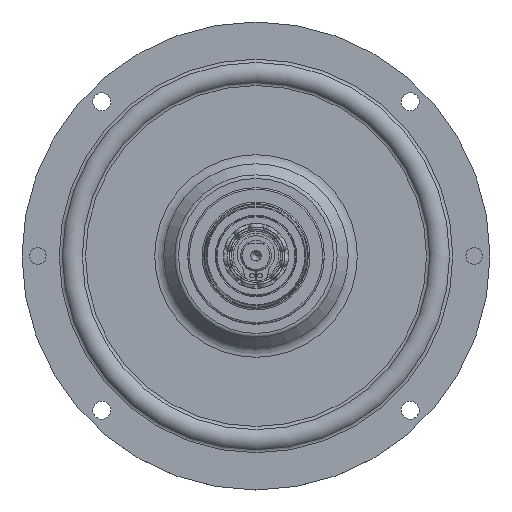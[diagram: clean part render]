
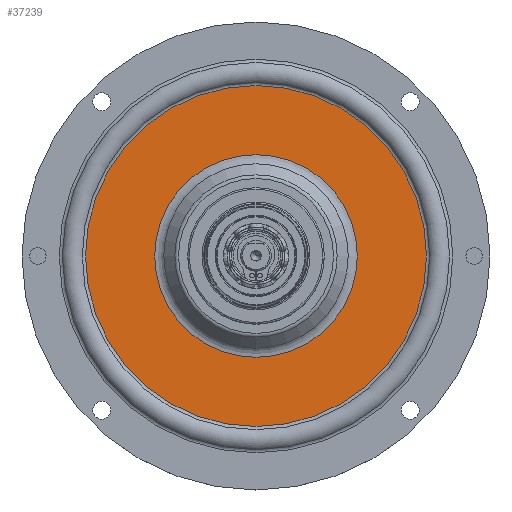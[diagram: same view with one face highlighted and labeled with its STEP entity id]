
A CAD part, top view. The second image highlights one B-rep face of the part: STEP entity #37239.
In plain terms, the highlighted planar face has unit normal (0, 0, 1).
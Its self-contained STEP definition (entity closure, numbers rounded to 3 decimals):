
#2003 = FACE_BOUND ( 'NONE', #24039, .T. ) ;
#3035 = ORIENTED_EDGE ( 'NONE', *, *, #19326, .F. ) ;
#3470 = EDGE_CURVE ( 'NONE', #15850, #15850, #14843, .T. ) ;
#7677 = AXIS2_PLACEMENT_3D ( 'NONE', #42001, #11860, #25197 ) ;
#9246 = PLANE ( 'NONE',  #7677 ) ;
#11048 = CARTESIAN_POINT ( 'NONE',  ( 0., 0., -5.88 ) ) ;
#11365 = AXIS2_PLACEMENT_3D ( 'NONE', #15252, #21818, #25777 ) ;
#11860 = DIRECTION ( 'NONE',  ( 0., 0., -1. ) ) ;
#14843 = CIRCLE ( 'NONE', #11365, 55.516 ) ;
#15252 = CARTESIAN_POINT ( 'NONE',  ( 0., 0., -5.88 ) ) ;
#15850 = VERTEX_POINT ( 'NONE', #19336 ) ;
#16000 = ORIENTED_EDGE ( 'NONE', *, *, #3470, .T. ) ;
#19241 = FACE_OUTER_BOUND ( 'NONE', #22007, .T. ) ;
#19326 = EDGE_CURVE ( 'NONE', #38264, #38264, #39648, .T. ) ;
#19336 = CARTESIAN_POINT ( 'NONE',  ( 55.516, 0., -5.88 ) ) ;
#20635 = DIRECTION ( 'NONE',  ( 0., 0., 1. ) ) ;
#21469 = AXIS2_PLACEMENT_3D ( 'NONE', #11048, #20635, #23721 ) ;
#21818 = DIRECTION ( 'NONE',  ( 0., 0., 1. ) ) ;
#22007 = EDGE_LOOP ( 'NONE', ( #16000 ) ) ;
#23721 = DIRECTION ( 'NONE',  ( 1., 0., 0. ) ) ;
#24039 = EDGE_LOOP ( 'NONE', ( #3035 ) ) ;
#25197 = DIRECTION ( 'NONE',  ( -1., 0., 0. ) ) ;
#25777 = DIRECTION ( 'NONE',  ( 1., 0., 0. ) ) ;
#27603 = CARTESIAN_POINT ( 'NONE',  ( 33., 0., -5.88 ) ) ;
#37239 = ADVANCED_FACE ( 'NONE', ( #2003, #19241 ), #9246, .F. ) ;
#38264 = VERTEX_POINT ( 'NONE', #27603 ) ;
#39648 = CIRCLE ( 'NONE', #21469, 33. ) ;
#42001 = CARTESIAN_POINT ( 'NONE',  ( 0., 33., -5.88 ) ) ;
